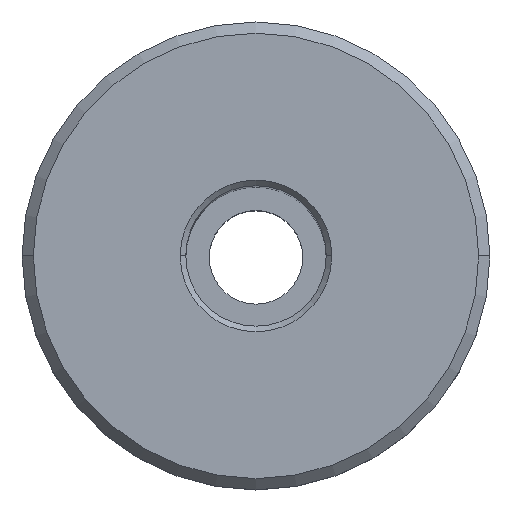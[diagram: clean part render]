
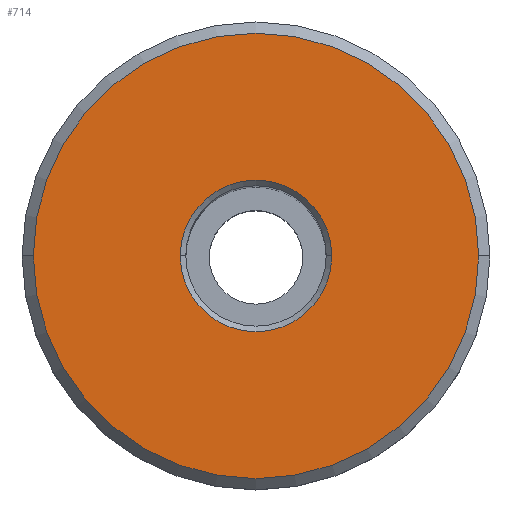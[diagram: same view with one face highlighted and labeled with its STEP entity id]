
A CAD part, top view. The second image highlights one B-rep face of the part: STEP entity #714.
In plain terms, the highlighted planar face has unit normal (0, 0, 1).
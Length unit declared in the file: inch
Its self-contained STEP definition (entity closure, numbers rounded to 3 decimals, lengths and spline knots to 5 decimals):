
#7 = CARTESIAN_POINT ( 'NONE',  ( 0., 0., 0. ) ) ;
#8 = AXIS2_PLACEMENT_3D ( 'NONE', #939, #9, #173 ) ;
#9 = DIRECTION ( 'NONE',  ( 0., 0., -1. ) ) ;
#22 = CARTESIAN_POINT ( 'NONE',  ( 0., 0.625, 0. ) ) ;
#24 = EDGE_LOOP ( 'NONE', ( #810, #676 ) ) ;
#49 = DIRECTION ( 'NONE',  ( 0., 0., 1. ) ) ;
#70 = CIRCLE ( 'NONE', #575, 0.595 ) ;
#99 = FACE_OUTER_BOUND ( 'NONE', #24, .T. ) ;
#173 = DIRECTION ( 'NONE',  ( -1., 0., 0. ) ) ;
#259 = EDGE_CURVE ( 'NONE', #590, #1001, #370, .T. ) ;
#274 = DIRECTION ( 'NONE',  ( 0., 0., -1. ) ) ;
#305 = EDGE_CURVE ( 'NONE', #1001, #590, #70, .T. ) ;
#339 = DIRECTION ( 'NONE',  ( -1., 0., 0. ) ) ;
#358 = AXIS2_PLACEMENT_3D ( 'NONE', #22, #274, #845 ) ;
#370 = CIRCLE ( 'NONE', #597, 0.595 ) ;
#380 = DIRECTION ( 'NONE',  ( -1., 0., 0. ) ) ;
#525 = FACE_BOUND ( 'NONE', #879, .T. ) ;
#543 = CARTESIAN_POINT ( 'NONE',  ( 0., 0., 0. ) ) ;
#563 = AXIS2_PLACEMENT_3D ( 'NONE', #7, #812, #339 ) ;
#575 = AXIS2_PLACEMENT_3D ( 'NONE', #633, #49, #380 ) ;
#590 = VERTEX_POINT ( 'NONE', #752 ) ;
#591 = EDGE_CURVE ( 'NONE', #994, #783, #820, .T. ) ;
#597 = AXIS2_PLACEMENT_3D ( 'NONE', #543, #881, #728 ) ;
#633 = CARTESIAN_POINT ( 'NONE',  ( 0., 0., 0. ) ) ;
#676 = ORIENTED_EDGE ( 'NONE', *, *, #259, .T. ) ;
#714 = ADVANCED_FACE ( 'NONE', ( #99, #525 ), #940, .F. ) ;
#728 = DIRECTION ( 'NONE',  ( -1., 0., 0. ) ) ;
#749 = ORIENTED_EDGE ( 'NONE', *, *, #964, .T. ) ;
#752 = CARTESIAN_POINT ( 'NONE',  ( 0.595, 0., 0. ) ) ;
#783 = VERTEX_POINT ( 'NONE', #990 ) ;
#810 = ORIENTED_EDGE ( 'NONE', *, *, #305, .T. ) ;
#812 = DIRECTION ( 'NONE',  ( 0., 0., -1. ) ) ;
#820 = CIRCLE ( 'NONE', #563, 0.2025 ) ;
#844 = CARTESIAN_POINT ( 'NONE',  ( 0.2025, 0., 0. ) ) ;
#845 = DIRECTION ( 'NONE',  ( -1., 0., 0. ) ) ;
#860 = CARTESIAN_POINT ( 'NONE',  ( -0.595, 0., 0. ) ) ;
#879 = EDGE_LOOP ( 'NONE', ( #971, #749 ) ) ;
#881 = DIRECTION ( 'NONE',  ( 0., 0., 1. ) ) ;
#939 = CARTESIAN_POINT ( 'NONE',  ( 0., 0., 0. ) ) ;
#940 = PLANE ( 'NONE',  #358 ) ;
#945 = CIRCLE ( 'NONE', #8, 0.2025 ) ;
#964 = EDGE_CURVE ( 'NONE', #783, #994, #945, .T. ) ;
#971 = ORIENTED_EDGE ( 'NONE', *, *, #591, .T. ) ;
#990 = CARTESIAN_POINT ( 'NONE',  ( -0.2025, 0., 0. ) ) ;
#994 = VERTEX_POINT ( 'NONE', #844 ) ;
#1001 = VERTEX_POINT ( 'NONE', #860 ) ;
